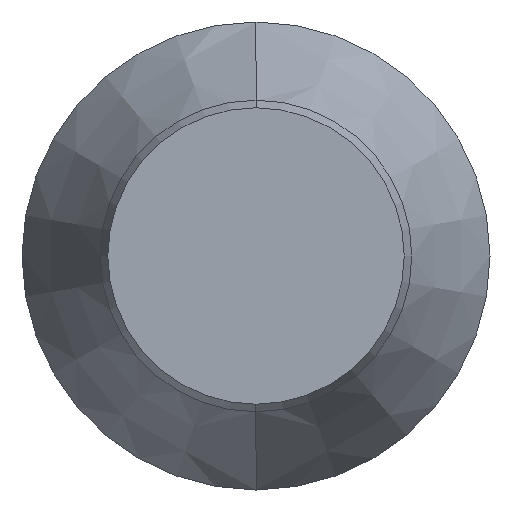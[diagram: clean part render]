
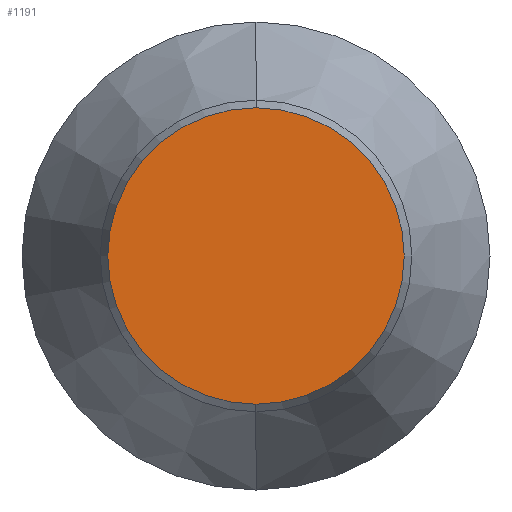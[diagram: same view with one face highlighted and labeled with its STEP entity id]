
A CAD part, left-side view. The second image highlights one B-rep face of the part: STEP entity #1191.
In plain terms, the highlighted planar face has unit normal (-1, 0, 0).
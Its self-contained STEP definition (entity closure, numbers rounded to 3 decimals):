
#5 = ORIENTED_EDGE ( 'NONE', *, *, #265, .T. ) ;
#24 = ORIENTED_EDGE ( 'NONE', *, *, #1232, .T. ) ;
#60 = DIRECTION ( 'NONE',  ( -1., 0., 0. ) ) ;
#91 = DIRECTION ( 'NONE',  ( 0., 0., 1. ) ) ;
#96 = CIRCLE ( 'NONE', #732, 9.5 ) ;
#97 = PLANE ( 'NONE',  #341 ) ;
#121 = CARTESIAN_POINT ( 'NONE',  ( -0.5, 0., -9.5 ) ) ;
#158 = CIRCLE ( 'NONE', #765, 9.5 ) ;
#265 = EDGE_CURVE ( 'NONE', #1138, #1152, #158, .T. ) ;
#341 = AXIS2_PLACEMENT_3D ( 'NONE', #899, #1176, #633 ) ;
#456 = FACE_OUTER_BOUND ( 'NONE', #906, .T. ) ;
#633 = DIRECTION ( 'NONE',  ( 0., 0., -1. ) ) ;
#732 = AXIS2_PLACEMENT_3D ( 'NONE', #762, #60, #91 ) ;
#762 = CARTESIAN_POINT ( 'NONE',  ( -0.5, 0., 0. ) ) ;
#765 = AXIS2_PLACEMENT_3D ( 'NONE', #1211, #888, #1058 ) ;
#888 = DIRECTION ( 'NONE',  ( -1., 0., 0. ) ) ;
#899 = CARTESIAN_POINT ( 'NONE',  ( -0.5, 3.285, 0. ) ) ;
#906 = EDGE_LOOP ( 'NONE', ( #24, #5 ) ) ;
#1052 = CARTESIAN_POINT ( 'NONE',  ( -0.5, 0., 9.5 ) ) ;
#1058 = DIRECTION ( 'NONE',  ( 0., 0., 1. ) ) ;
#1138 = VERTEX_POINT ( 'NONE', #121 ) ;
#1152 = VERTEX_POINT ( 'NONE', #1052 ) ;
#1176 = DIRECTION ( 'NONE',  ( 1., 0., 0. ) ) ;
#1191 = ADVANCED_FACE ( 'NONE', ( #456 ), #97, .F. ) ;
#1211 = CARTESIAN_POINT ( 'NONE',  ( -0.5, 0., 0. ) ) ;
#1232 = EDGE_CURVE ( 'NONE', #1152, #1138, #96, .T. ) ;
